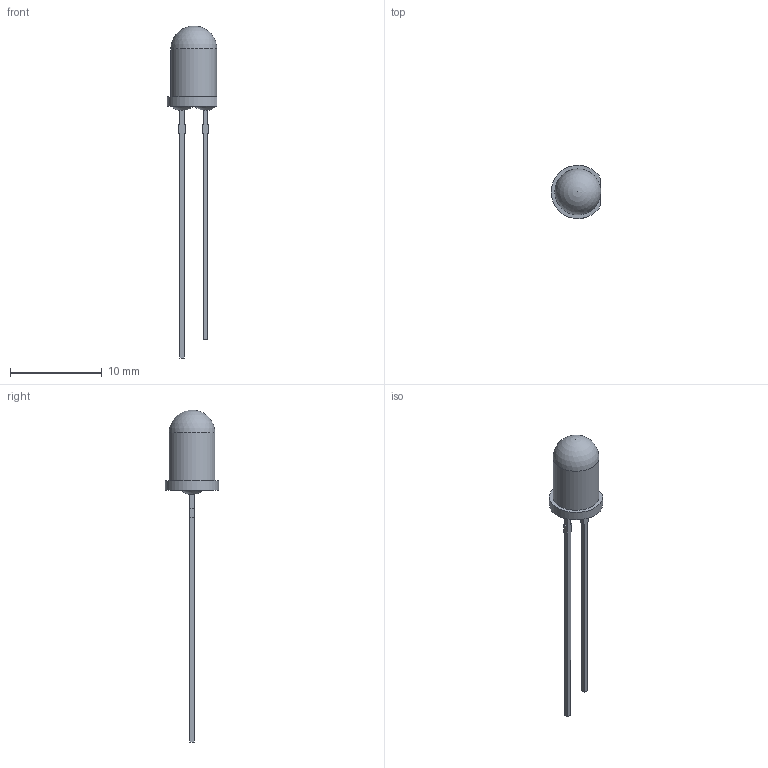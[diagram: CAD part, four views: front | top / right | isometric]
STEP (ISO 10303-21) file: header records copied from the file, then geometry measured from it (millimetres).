
FILE_DESCRIPTION(/* description */ ('Unknown'),/* implementation_level */ '2;1');
FILE_NAME(/* name */ '1540051NC2590',/* time_stamp */ '2019-07-16T14:20:50+02:00',/* author */ ('Unknown'),/* organization */ ('Unknown'),/* preprocessor_version */ 'ST-DEVELOPER v16.7',/* originating_system */ 'DEX',/* authorisation */ $);
FILE_SCHEMA (('AUTOMOTIVE_DESIGN {1 0 10303 214 3 1 1}'));
Length unit declared in the file: millimetre
Products named in the file (1): 1540051NC2590
Bounding box: 5.4 x 5.8 x 36.1 mm (x, y, z)
Volume: 176.1 mm3; surface area: 277.1 mm2
Topology: 1 solids, 1 shells, 34 faces, 92 edges, 61 vertices
Faces by surface type: plane 29, sphere 3, cylinder 2
Full cylindrical faces by diameter (mm): 5 x1
Entity records: 1260 total; most frequent: CARTESIAN_POINT 174, DIRECTION 167, ORIENTED_EDGE 166, EDGE_CURVE 83, LINE 69, VECTOR 69, VERTEX_POINT 56, AXIS2_PLACEMENT_3D 49
